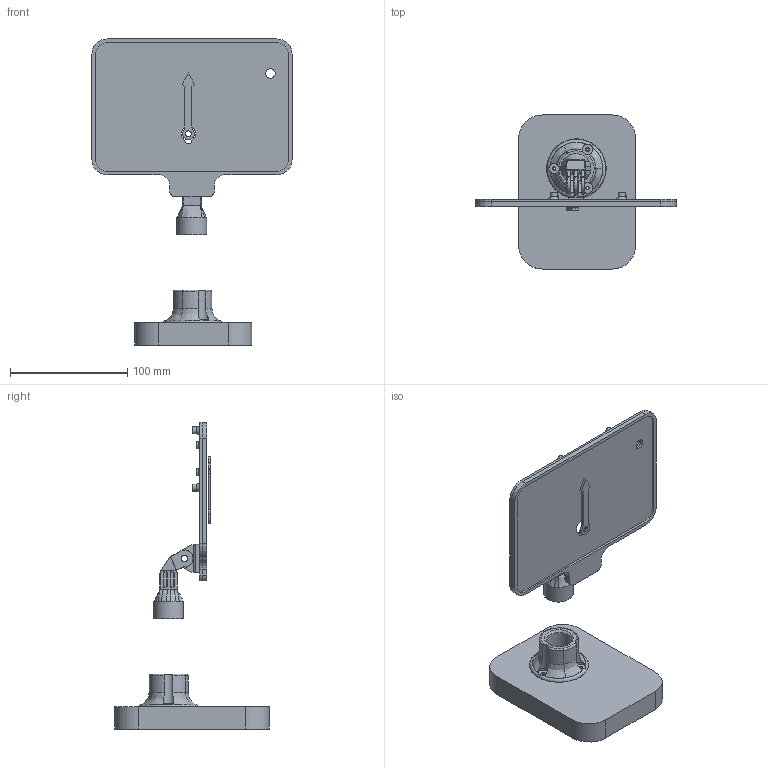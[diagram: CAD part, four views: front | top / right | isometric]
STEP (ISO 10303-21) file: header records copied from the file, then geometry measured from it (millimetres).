
FILE_DESCRIPTION(/* description */ (''),/* implementation_level */ '2;1');
FILE_NAME(/* name */ 'Weather Indicator.step',/* time_stamp */ '2023-08-03T20:49:12-04:00',/* author */ (''),/* organization */ (''),/* preprocessor_version */ 'ST-DEVELOPER v20',/* originating_system */ 'Autodesk Translation Framework v12.9.0.99',/* authorisation */ '');
FILE_SCHEMA (('AUTOMOTIVE_DESIGN { 1 0 10303 214 3 1 1 }'));
Length unit declared in the file: millimetre
Products named in the file (1): Weather Indicator
Bounding box: 171 x 131.68 x 261.52 mm (x, y, z)
Volume: 362255 mm3; surface area: 140582.6 mm2
Topology: 7 solids, 13 shells, 583 faces, 1395 edges, 861 vertices
Faces by surface type: cylinder 209, plane 194, bspline 110, torus 64, sphere 4, cone 2
Full cylindrical faces by diameter (mm): 1.7 x4, 2 x3, 2.1 x4, 2.5 x4, 3 x6, 5 x1, 5.3 x2, 6 x8, 8 x2, 9 x3, 21.4 x2, 25.4 x1, 50 x1, 51 x1
Entity records: 20841 total; most frequent: CARTESIAN_POINT 7745, ORIENTED_EDGE 2786, DIRECTION 2547, EDGE_CURVE 1393, AXIS2_PLACEMENT_3D 973, VERTEX_POINT 861, EDGE_LOOP 648, LINE 601
